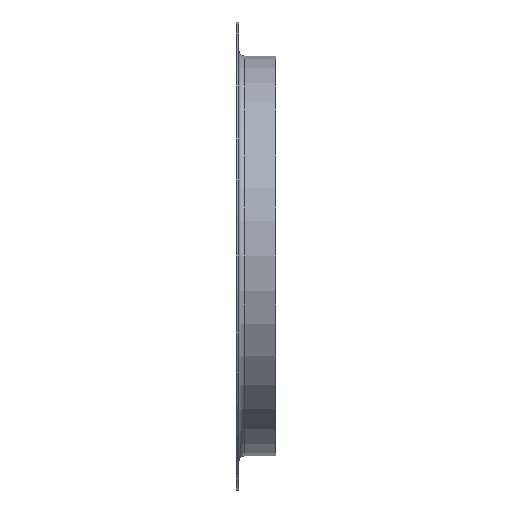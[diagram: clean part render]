
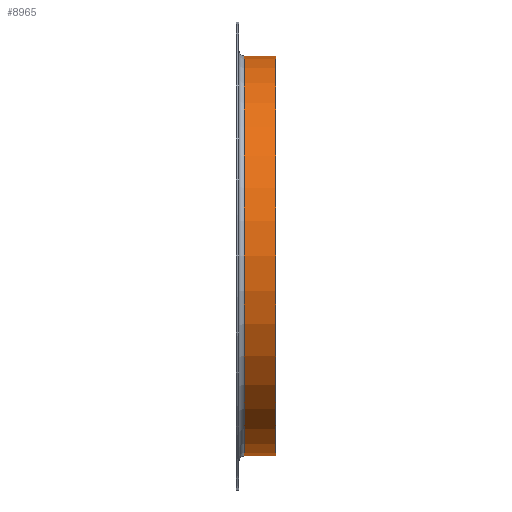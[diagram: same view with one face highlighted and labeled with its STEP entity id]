
A CAD part, front view. The second image highlights one B-rep face of the part: STEP entity #8965.
In plain terms, the highlighted cylindrical face has radius 228.6 mm (diameter 457.2 mm), a full revolution.
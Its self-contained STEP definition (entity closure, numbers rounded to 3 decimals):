
#26 = DIRECTION ( 'NONE',  ( 0., 0., 1. ) ) ;
#181 = CYLINDRICAL_SURFACE ( 'NONE', #5712, 228.6 ) ;
#458 = CIRCLE ( 'NONE', #11719, 228.6 ) ;
#503 = ORIENTED_EDGE ( 'NONE', *, *, #12639, .F. ) ;
#1208 = DIRECTION ( 'NONE',  ( -1., 0., 0. ) ) ;
#2328 = VERTEX_POINT ( 'NONE', #10332 ) ;
#2496 = CARTESIAN_POINT ( 'NONE',  ( 45., 0., 0. ) ) ;
#3367 = CIRCLE ( 'NONE', #8640, 228.6 ) ;
#3373 = EDGE_LOOP ( 'NONE', ( #503 ) ) ;
#4611 = DIRECTION ( 'NONE',  ( -1., 0., 0. ) ) ;
#5712 = AXIS2_PLACEMENT_3D ( 'NONE', #12497, #4611, #26 ) ;
#6458 = DIRECTION ( 'NONE',  ( -1., 0., 0. ) ) ;
#6887 = EDGE_LOOP ( 'NONE', ( #13103 ) ) ;
#7482 = EDGE_CURVE ( 'NONE', #2328, #2328, #3367, .T. ) ;
#7996 = FACE_OUTER_BOUND ( 'NONE', #3373, .T. ) ;
#8640 = AXIS2_PLACEMENT_3D ( 'NONE', #2496, #1208, #9385 ) ;
#8965 = ADVANCED_FACE ( 'NONE', ( #7996, #9262 ), #181, .T. ) ;
#9262 = FACE_OUTER_BOUND ( 'NONE', #6887, .T. ) ;
#9385 = DIRECTION ( 'NONE',  ( 0., 0., 1. ) ) ;
#9892 = CARTESIAN_POINT ( 'NONE',  ( 9., 0., 0. ) ) ;
#10332 = CARTESIAN_POINT ( 'NONE',  ( 45., 0., 228.6 ) ) ;
#10793 = DIRECTION ( 'NONE',  ( 0., 0., 1. ) ) ;
#11719 = AXIS2_PLACEMENT_3D ( 'NONE', #9892, #6458, #10793 ) ;
#12497 = CARTESIAN_POINT ( 'NONE',  ( 0., 0., 0. ) ) ;
#12639 = EDGE_CURVE ( 'NONE', #13051, #13051, #458, .T. ) ;
#12903 = CARTESIAN_POINT ( 'NONE',  ( 9., 0., 228.6 ) ) ;
#13051 = VERTEX_POINT ( 'NONE', #12903 ) ;
#13103 = ORIENTED_EDGE ( 'NONE', *, *, #7482, .T. ) ;
